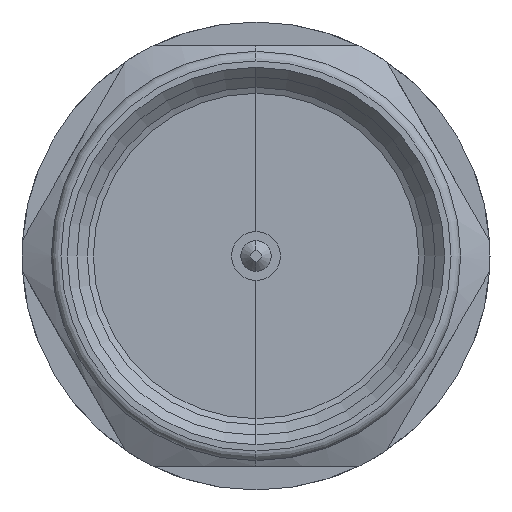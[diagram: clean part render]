
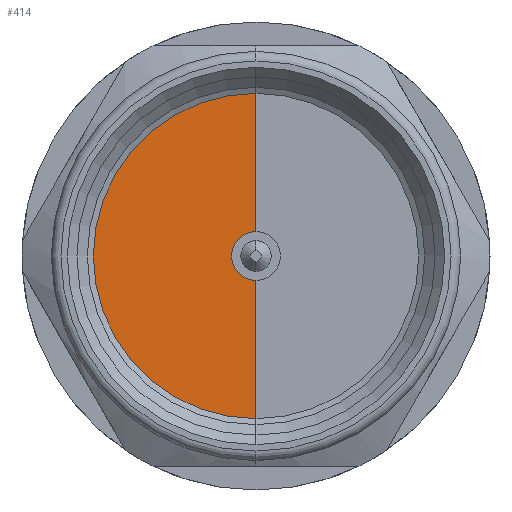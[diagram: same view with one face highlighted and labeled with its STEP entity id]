
A CAD part, left-side view. The second image highlights one B-rep face of the part: STEP entity #414.
In plain terms, the highlighted conical face has half-angle 89.991 degrees and reference radius 0.648 mm.
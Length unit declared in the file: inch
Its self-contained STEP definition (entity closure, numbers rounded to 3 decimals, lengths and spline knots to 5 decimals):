
#238 = VECTOR ( 'NONE', #321, 39.37008 ) ;
#282 = CARTESIAN_POINT ( 'NONE',  ( -0.48796, 0., -0.0255 ) ) ;
#297 = CARTESIAN_POINT ( 'NONE',  ( -0.48793, 0., -0.17751 ) ) ;
#321 = DIRECTION ( 'NONE',  ( 0., 0., 1. ) ) ;
#414 = ADVANCED_FACE ( 'NONE', ( #1247 ), #3320, .T. ) ;
#499 = CARTESIAN_POINT ( 'NONE',  ( -0.48796, 0., 0. ) ) ;
#587 = CARTESIAN_POINT ( 'NONE',  ( -0.48796, 0., 0. ) ) ;
#600 = VERTEX_POINT ( 'NONE', #4008 ) ;
#977 = DIRECTION ( 'NONE',  ( -1., 0., 0. ) ) ;
#1141 = AXIS2_PLACEMENT_3D ( 'NONE', #3396, #3439, #4196 ) ;
#1161 = AXIS2_PLACEMENT_3D ( 'NONE', #499, #2244, #3937 ) ;
#1247 = FACE_OUTER_BOUND ( 'NONE', #2533, .T. ) ;
#1396 = VERTEX_POINT ( 'NONE', #297 ) ;
#1465 = VERTEX_POINT ( 'NONE', #1842 ) ;
#1842 = CARTESIAN_POINT ( 'NONE',  ( -0.48796, 0., 0.0255 ) ) ;
#2081 = ORIENTED_EDGE ( 'NONE', *, *, #2150, .F. ) ;
#2150 = EDGE_CURVE ( 'NONE', #3464, #1396, #2364, .T. ) ;
#2244 = DIRECTION ( 'NONE',  ( 1., 0., 0. ) ) ;
#2290 = EDGE_CURVE ( 'NONE', #1465, #600, #2789, .T. ) ;
#2318 = DIRECTION ( 'NONE',  ( 0., 0., -1. ) ) ;
#2364 = LINE ( 'NONE', #282, #4480 ) ;
#2533 = EDGE_LOOP ( 'NONE', ( #3426, #4210, #3981, #2081 ) ) ;
#2591 = AXIS2_PLACEMENT_3D ( 'NONE', #587, #977, #3352 ) ;
#2789 = LINE ( 'NONE', #4477, #238 ) ;
#2809 = CIRCLE ( 'NONE', #1141, 0.17751 ) ;
#3101 = EDGE_CURVE ( 'NONE', #600, #1396, #2809, .T. ) ;
#3320 = CONICAL_SURFACE ( 'NONE', #1161, 0.0255, 1.571 ) ;
#3352 = DIRECTION ( 'NONE',  ( 0., 0., 1. ) ) ;
#3396 = CARTESIAN_POINT ( 'NONE',  ( -0.48793, 0., 0. ) ) ;
#3426 = ORIENTED_EDGE ( 'NONE', *, *, #3846, .F. ) ;
#3439 = DIRECTION ( 'NONE',  ( -1., 0., 0. ) ) ;
#3464 = VERTEX_POINT ( 'NONE', #4099 ) ;
#3846 = EDGE_CURVE ( 'NONE', #1465, #3464, #4258, .T. ) ;
#3937 = DIRECTION ( 'NONE',  ( 0., 0., -1. ) ) ;
#3981 = ORIENTED_EDGE ( 'NONE', *, *, #3101, .T. ) ;
#4008 = CARTESIAN_POINT ( 'NONE',  ( -0.48793, 0., 0.17751 ) ) ;
#4099 = CARTESIAN_POINT ( 'NONE',  ( -0.48796, 0., -0.0255 ) ) ;
#4196 = DIRECTION ( 'NONE',  ( 0., 0., 1. ) ) ;
#4210 = ORIENTED_EDGE ( 'NONE', *, *, #2290, .T. ) ;
#4258 = CIRCLE ( 'NONE', #2591, 0.0255 ) ;
#4477 = CARTESIAN_POINT ( 'NONE',  ( -0.48796, 0., 0.0255 ) ) ;
#4480 = VECTOR ( 'NONE', #2318, 39.37008 ) ;
